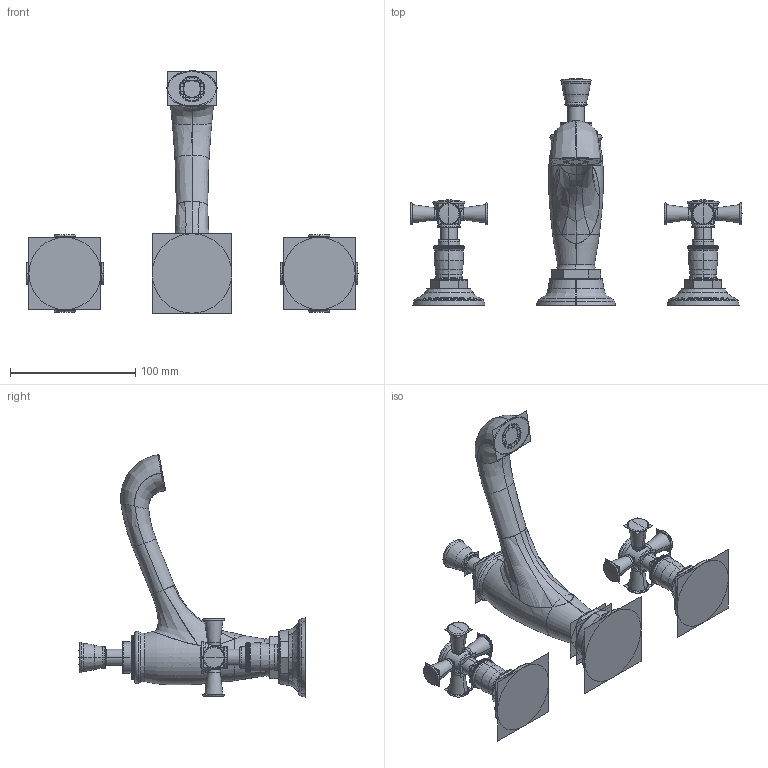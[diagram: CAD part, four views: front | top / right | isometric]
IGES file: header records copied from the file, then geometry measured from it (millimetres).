
Start section:  PTC IGES file: 2900-_asm.igs
Global section: file name: 2900-_asm.igs; native system: Creo Parametric by PTC Inc.; preprocessor: 2018400; author: jinson.thomas; organization: Unknown; date: 20201127.143724; units: inch
Bounding box: 265.43 x 181.45 x 193.78 mm (x, y, z)
Volume: 399147.6 mm3; surface area: 308308.8 mm2
Topology: 3 solids, 5 shells, 2230 faces, 11432 edges, 14330 vertices
Faces by surface type: bspline 1330, revolution 900
